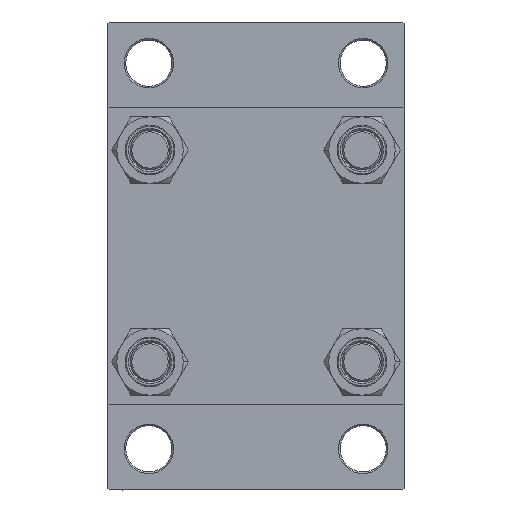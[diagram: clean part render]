
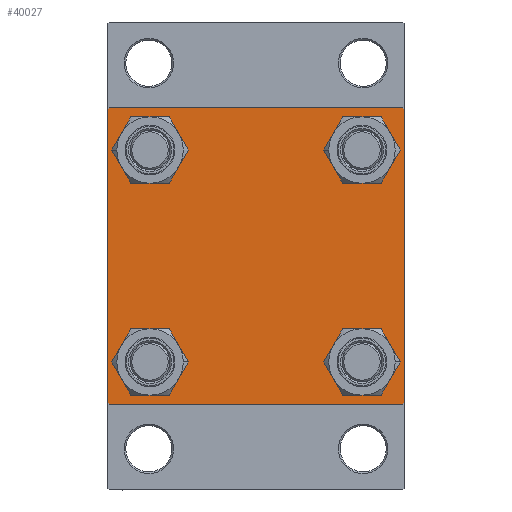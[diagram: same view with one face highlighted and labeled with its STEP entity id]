
A CAD part, left-side view. The second image highlights one B-rep face of the part: STEP entity #40027.
In plain terms, the highlighted planar face has unit normal (-1, 0, 0).
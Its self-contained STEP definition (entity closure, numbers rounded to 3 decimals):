
#450 = ORIENTED_EDGE ( 'NONE', *, *, #10786, .T. ) ;
#695 = VECTOR ( 'NONE', #35011, 1000. ) ;
#874 = ORIENTED_EDGE ( 'NONE', *, *, #43772, .T. ) ;
#1060 = DIRECTION ( 'NONE',  ( 0., 0., 1. ) ) ;
#1116 = CARTESIAN_POINT ( 'NONE',  ( 0., -32.15, 38.65 ) ) ;
#1393 = LINE ( 'NONE', #31140, #16478 ) ;
#1833 = AXIS2_PLACEMENT_3D ( 'NONE', #3379, #32635, #32861 ) ;
#2072 = ORIENTED_EDGE ( 'NONE', *, *, #10929, .T. ) ;
#2134 = VERTEX_POINT ( 'NONE', #38448 ) ;
#2200 = FACE_BOUND ( 'NONE', #35620, .T. ) ;
#2383 = CARTESIAN_POINT ( 'NONE',  ( 0., -44.75, -44.75 ) ) ;
#2822 = CARTESIAN_POINT ( 'NONE',  ( 0., 45., 45. ) ) ;
#2893 = VERTEX_POINT ( 'NONE', #31341 ) ;
#3230 = ORIENTED_EDGE ( 'NONE', *, *, #30051, .T. ) ;
#3379 = CARTESIAN_POINT ( 'NONE',  ( 0., -32.15, -32.15 ) ) ;
#3476 = EDGE_LOOP ( 'NONE', ( #27644, #450 ) ) ;
#3534 = LINE ( 'NONE', #2822, #22953 ) ;
#4440 = DIRECTION ( 'NONE',  ( 1., 0., 0. ) ) ;
#5219 = DIRECTION ( 'NONE',  ( 0., 0., -1. ) ) ;
#5323 = PLANE ( 'NONE',  #19510 ) ;
#5723 = DIRECTION ( 'NONE',  ( 0., -1., 0. ) ) ;
#5809 = FACE_BOUND ( 'NONE', #3476, .T. ) ;
#6346 = CARTESIAN_POINT ( 'NONE',  ( 0., 32.15, 32.15 ) ) ;
#6431 = VERTEX_POINT ( 'NONE', #40054 ) ;
#6763 = ORIENTED_EDGE ( 'NONE', *, *, #34880, .T. ) ;
#7104 = CIRCLE ( 'NONE', #33920, 6.5 ) ;
#7677 = VECTOR ( 'NONE', #38774, 1000. ) ;
#8473 = ORIENTED_EDGE ( 'NONE', *, *, #13877, .F. ) ;
#8728 = CIRCLE ( 'NONE', #25574, 6.5 ) ;
#8922 = ORIENTED_EDGE ( 'NONE', *, *, #23210, .T. ) ;
#9390 = VERTEX_POINT ( 'NONE', #12246 ) ;
#9510 = VECTOR ( 'NONE', #5723, 1000. ) ;
#10240 = EDGE_CURVE ( 'NONE', #9390, #26702, #18593, .T. ) ;
#10424 = DIRECTION ( 'NONE',  ( 1., 0., 0. ) ) ;
#10462 = DIRECTION ( 'NONE',  ( 1., 0., 0. ) ) ;
#10786 = EDGE_CURVE ( 'NONE', #28361, #21365, #18621, .T. ) ;
#10929 = EDGE_CURVE ( 'NONE', #6431, #29522, #39269, .T. ) ;
#12246 = CARTESIAN_POINT ( 'NONE',  ( 0., 32.15, 25.65 ) ) ;
#13149 = AXIS2_PLACEMENT_3D ( 'NONE', #33667, #41331, #1060 ) ;
#13877 = EDGE_CURVE ( 'NONE', #25315, #43567, #41452, .T. ) ;
#14221 = LINE ( 'NONE', #29784, #35348 ) ;
#14229 = VECTOR ( 'NONE', #16356, 1000. ) ;
#14501 = VERTEX_POINT ( 'NONE', #31058 ) ;
#15765 = DIRECTION ( 'NONE',  ( 1., 0., 0. ) ) ;
#16200 = CIRCLE ( 'NONE', #13149, 6.5 ) ;
#16356 = DIRECTION ( 'NONE',  ( 0., -1., 0. ) ) ;
#16478 = VECTOR ( 'NONE', #45747, 1000. ) ;
#16851 = FACE_OUTER_BOUND ( 'NONE', #24157, .T. ) ;
#18255 = EDGE_CURVE ( 'NONE', #20782, #25129, #19937, .T. ) ;
#18317 = EDGE_LOOP ( 'NONE', ( #39162, #39281 ) ) ;
#18593 = CIRCLE ( 'NONE', #30834, 6.5 ) ;
#18621 = CIRCLE ( 'NONE', #45363, 6.5 ) ;
#19353 = CARTESIAN_POINT ( 'NONE',  ( 0., 32.15, -32.15 ) ) ;
#19510 = AXIS2_PLACEMENT_3D ( 'NONE', #31468, #24297, #34591 ) ;
#19600 = ORIENTED_EDGE ( 'NONE', *, *, #41995, .F. ) ;
#19937 = LINE ( 'NONE', #42208, #14229 ) ;
#20209 = FACE_BOUND ( 'NONE', #18317, .T. ) ;
#20782 = VERTEX_POINT ( 'NONE', #35960 ) ;
#20807 = CARTESIAN_POINT ( 'NONE',  ( 0., -32.15, -25.65 ) ) ;
#21120 = AXIS2_PLACEMENT_3D ( 'NONE', #42688, #46053, #28306 ) ;
#21174 = EDGE_CURVE ( 'NONE', #2893, #2134, #3534, .T. ) ;
#21365 = VERTEX_POINT ( 'NONE', #1116 ) ;
#22006 = ORIENTED_EDGE ( 'NONE', *, *, #23482, .T. ) ;
#22627 = VECTOR ( 'NONE', #5219, 1000. ) ;
#22779 = ORIENTED_EDGE ( 'NONE', *, *, #21174, .T. ) ;
#22953 = VECTOR ( 'NONE', #46223, 1000. ) ;
#23210 = EDGE_CURVE ( 'NONE', #25129, #32625, #35236, .T. ) ;
#23482 = EDGE_CURVE ( 'NONE', #2134, #20782, #24185, .T. ) ;
#24157 = EDGE_LOOP ( 'NONE', ( #22779, #22006, #28868, #8922, #19600, #3230, #8473, #25745 ) ) ;
#24185 = LINE ( 'NONE', #31122, #7677 ) ;
#24297 = DIRECTION ( 'NONE',  ( -1., 0., 0. ) ) ;
#25129 = VERTEX_POINT ( 'NONE', #46682 ) ;
#25131 = DIRECTION ( 'NONE',  ( 0., 0., 1. ) ) ;
#25315 = VERTEX_POINT ( 'NONE', #32014 ) ;
#25574 = AXIS2_PLACEMENT_3D ( 'NONE', #43301, #10462, #33217 ) ;
#25745 = ORIENTED_EDGE ( 'NONE', *, *, #41303, .T. ) ;
#26702 = VERTEX_POINT ( 'NONE', #40107 ) ;
#27456 = CARTESIAN_POINT ( 'NONE',  ( 0., -32.15, 32.15 ) ) ;
#27644 = ORIENTED_EDGE ( 'NONE', *, *, #32582, .T. ) ;
#28306 = DIRECTION ( 'NONE',  ( 0., 0., 1. ) ) ;
#28360 = CARTESIAN_POINT ( 'NONE',  ( 0., -44.5, 45. ) ) ;
#28361 = VERTEX_POINT ( 'NONE', #44697 ) ;
#28503 = EDGE_CURVE ( 'NONE', #46739, #40682, #16200, .T. ) ;
#28868 = ORIENTED_EDGE ( 'NONE', *, *, #18255, .T. ) ;
#28893 = DIRECTION ( 'NONE',  ( 0., 0., 1. ) ) ;
#29522 = VERTEX_POINT ( 'NONE', #39790 ) ;
#29784 = CARTESIAN_POINT ( 'NONE',  ( 0., -44.75, 44.75 ) ) ;
#29897 = DIRECTION ( 'NONE',  ( 0., 0., 1. ) ) ;
#30051 = EDGE_CURVE ( 'NONE', #14501, #43567, #14221, .T. ) ;
#30356 = DIRECTION ( 'NONE',  ( 0., 0., 1. ) ) ;
#30834 = AXIS2_PLACEMENT_3D ( 'NONE', #6346, #10424, #28893 ) ;
#31058 = CARTESIAN_POINT ( 'NONE',  ( 0., -45., 44.5 ) ) ;
#31122 = CARTESIAN_POINT ( 'NONE',  ( 0., 44.75, -44.75 ) ) ;
#31140 = CARTESIAN_POINT ( 'NONE',  ( 0., 44.75, 44.75 ) ) ;
#31286 = CARTESIAN_POINT ( 'NONE',  ( 0., -45., -44.5 ) ) ;
#31341 = CARTESIAN_POINT ( 'NONE',  ( 0., 45., 44.5 ) ) ;
#31468 = CARTESIAN_POINT ( 'NONE',  ( 0., 0., 0. ) ) ;
#32014 = CARTESIAN_POINT ( 'NONE',  ( 0., 44.5, 45. ) ) ;
#32582 = EDGE_CURVE ( 'NONE', #21365, #28361, #7104, .T. ) ;
#32625 = VERTEX_POINT ( 'NONE', #31286 ) ;
#32635 = DIRECTION ( 'NONE',  ( 1., 0., 0. ) ) ;
#32780 = CARTESIAN_POINT ( 'NONE',  ( 0., -32.15, 32.15 ) ) ;
#32861 = DIRECTION ( 'NONE',  ( 0., 0., 1. ) ) ;
#33217 = DIRECTION ( 'NONE',  ( 0., 0., 1. ) ) ;
#33464 = CARTESIAN_POINT ( 'NONE',  ( 0., -32.15, -38.65 ) ) ;
#33667 = CARTESIAN_POINT ( 'NONE',  ( 0., -32.15, -32.15 ) ) ;
#33920 = AXIS2_PLACEMENT_3D ( 'NONE', #27456, #4440, #30356 ) ;
#34281 = EDGE_CURVE ( 'NONE', #26702, #9390, #8728, .T. ) ;
#34591 = DIRECTION ( 'NONE',  ( 0., 0., 1. ) ) ;
#34880 = EDGE_CURVE ( 'NONE', #40682, #46739, #44717, .T. ) ;
#35011 = DIRECTION ( 'NONE',  ( 0., -0.707, 0.707 ) ) ;
#35236 = LINE ( 'NONE', #2383, #695 ) ;
#35348 = VECTOR ( 'NONE', #40096, 1000. ) ;
#35620 = EDGE_LOOP ( 'NONE', ( #2072, #874 ) ) ;
#35960 = CARTESIAN_POINT ( 'NONE',  ( 0., 44.5, -45. ) ) ;
#37548 = ORIENTED_EDGE ( 'NONE', *, *, #28503, .T. ) ;
#38448 = CARTESIAN_POINT ( 'NONE',  ( 0., 45., -44.5 ) ) ;
#38774 = DIRECTION ( 'NONE',  ( 0., -0.707, -0.707 ) ) ;
#39162 = ORIENTED_EDGE ( 'NONE', *, *, #34281, .T. ) ;
#39269 = CIRCLE ( 'NONE', #45401, 6.5 ) ;
#39281 = ORIENTED_EDGE ( 'NONE', *, *, #10240, .T. ) ;
#39790 = CARTESIAN_POINT ( 'NONE',  ( 0., 32.15, -38.65 ) ) ;
#40027 = ADVANCED_FACE ( 'NONE', ( #5809, #42481, #2200, #20209, #16851 ), #5323, .T. ) ;
#40054 = CARTESIAN_POINT ( 'NONE',  ( 0., 32.15, -25.65 ) ) ;
#40096 = DIRECTION ( 'NONE',  ( 0., 0.707, 0.707 ) ) ;
#40107 = CARTESIAN_POINT ( 'NONE',  ( 0., 32.15, 38.65 ) ) ;
#40682 = VERTEX_POINT ( 'NONE', #20807 ) ;
#41303 = EDGE_CURVE ( 'NONE', #25315, #2893, #1393, .T. ) ;
#41331 = DIRECTION ( 'NONE',  ( 1., 0., 0. ) ) ;
#41452 = LINE ( 'NONE', #41921, #9510 ) ;
#41770 = CIRCLE ( 'NONE', #21120, 6.5 ) ;
#41921 = CARTESIAN_POINT ( 'NONE',  ( 0., 45., 45. ) ) ;
#41995 = EDGE_CURVE ( 'NONE', #14501, #32625, #45027, .T. ) ;
#42208 = CARTESIAN_POINT ( 'NONE',  ( 0., 45., -45. ) ) ;
#42481 = FACE_BOUND ( 'NONE', #43615, .T. ) ;
#42688 = CARTESIAN_POINT ( 'NONE',  ( 0., 32.15, -32.15 ) ) ;
#43301 = CARTESIAN_POINT ( 'NONE',  ( 0., 32.15, 32.15 ) ) ;
#43567 = VERTEX_POINT ( 'NONE', #28360 ) ;
#43615 = EDGE_LOOP ( 'NONE', ( #6763, #37548 ) ) ;
#43772 = EDGE_CURVE ( 'NONE', #29522, #6431, #41770, .T. ) ;
#44697 = CARTESIAN_POINT ( 'NONE',  ( 0., -32.15, 25.65 ) ) ;
#44717 = CIRCLE ( 'NONE', #1833, 6.5 ) ;
#45027 = LINE ( 'NONE', #45269, #22627 ) ;
#45269 = CARTESIAN_POINT ( 'NONE',  ( 0., -45., 45. ) ) ;
#45363 = AXIS2_PLACEMENT_3D ( 'NONE', #32780, #47386, #25131 ) ;
#45401 = AXIS2_PLACEMENT_3D ( 'NONE', #19353, #15765, #29897 ) ;
#45747 = DIRECTION ( 'NONE',  ( 0., 0.707, -0.707 ) ) ;
#46053 = DIRECTION ( 'NONE',  ( 1., 0., 0. ) ) ;
#46223 = DIRECTION ( 'NONE',  ( 0., 0., -1. ) ) ;
#46682 = CARTESIAN_POINT ( 'NONE',  ( 0., -44.5, -45. ) ) ;
#46739 = VERTEX_POINT ( 'NONE', #33464 ) ;
#47386 = DIRECTION ( 'NONE',  ( 1., 0., 0. ) ) ;
